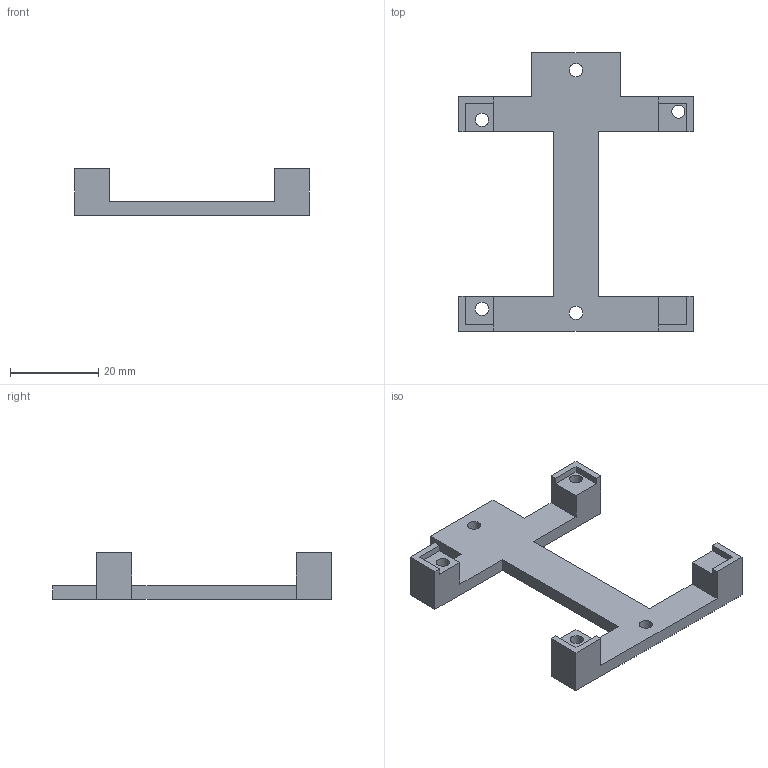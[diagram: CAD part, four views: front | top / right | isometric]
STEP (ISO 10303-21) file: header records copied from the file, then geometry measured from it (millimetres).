
FILE_DESCRIPTION(('FreeCAD Model'),'2;1');
FILE_NAME('keypad-board-v1.step' ,'2015-10-09T02:05:06',('FreeCAD'),('FreeCAD'), 'Open CASCADE STEP processor 6.7','FreeCAD','Unknown');
FILE_SCHEMA(('AUTOMOTIVE_DESIGN_CC2 { 1 2 10303 214 -1 1 5 4 }'));
Length unit declared in the file: millimetre
Products named in the file (1): UpperCornersPad
Bounding box: 53.2 x 63.2 x 10.5 mm (x, y, z)
Volume: 5702.8 mm3; surface area: 5004.3 mm2
Topology: 1 solids, 1 shells, 46 faces, 129 edges, 85 vertices
Faces by surface type: plane 38, cylinder 8
Full cylindrical faces by diameter (mm): 3 x8
Entity records: 3180 total; most frequent: CARTESIAN_POINT 519, DIRECTION 494, LINE 364, VECTOR 364, ORIENTED_EDGE 258, PCURVE 258, DEFINITIONAL_REPRESENTATION 258, EDGE_CURVE 129
